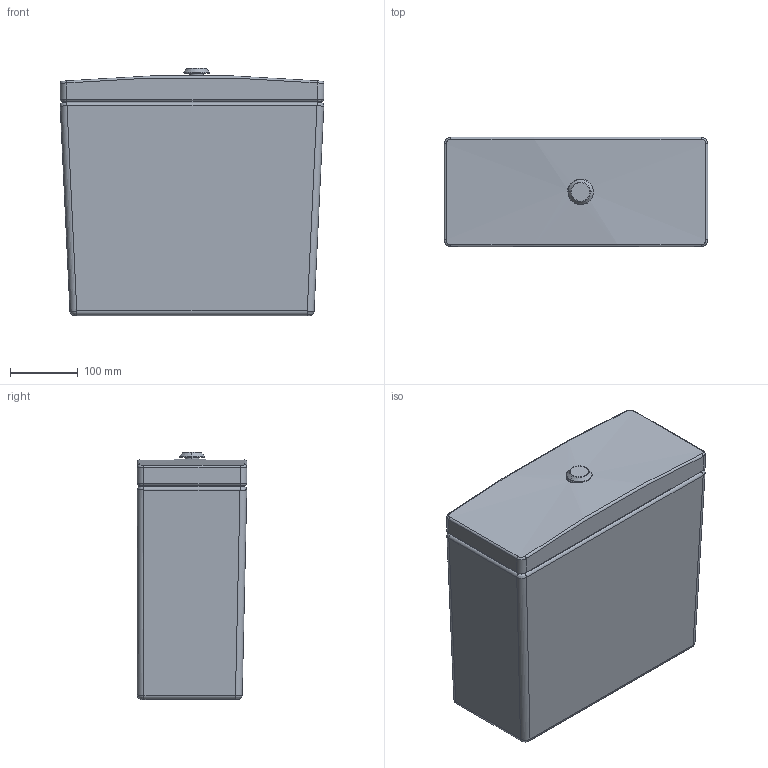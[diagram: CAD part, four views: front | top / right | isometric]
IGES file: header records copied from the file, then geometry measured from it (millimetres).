
Global section: file name: No Iges File Name specified; native system: AutoDesk Inventor R11.0; preprocessor: AutoDesk Inventor Iges Exporter R11.0; author: No Author specified; organization: No Organization specified; date: 20070806.094639; units: millimetre
Bounding box: 389.5 x 161.89 x 365.36 mm (x, y, z)
Volume: 20938267.1 mm3; surface area: 498510.4 mm2
Topology: 2 solids, 2 shells, 77 faces, 162 edges, 93 vertices
Faces by surface type: bspline 29, plane 19, cylinder 17, torus 6, revolution 4, cone 2
